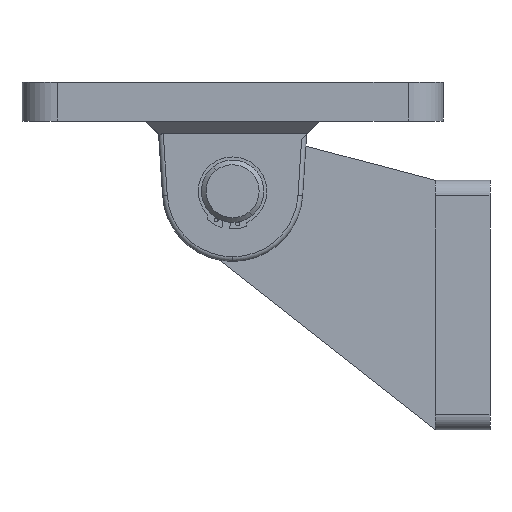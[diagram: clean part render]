
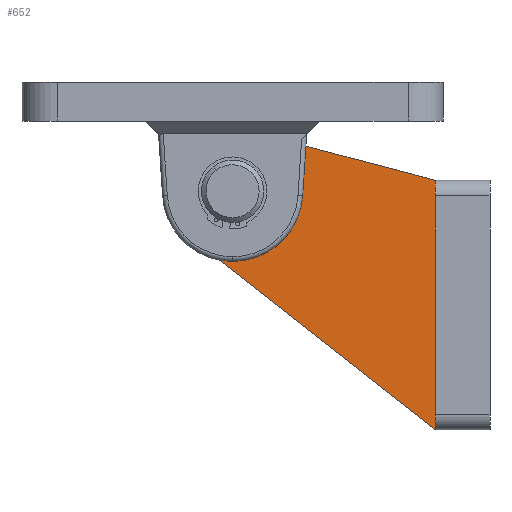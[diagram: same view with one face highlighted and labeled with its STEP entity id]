
A CAD part, front view. The second image highlights one B-rep face of the part: STEP entity #652.
In plain terms, the highlighted face is planar.
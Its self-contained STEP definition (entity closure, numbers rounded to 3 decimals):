
#125 = EDGE_LOOP ( 'NONE', ( #926, #855, #747, #829, #873 ) ) ;
#199 = EDGE_CURVE ( 'NONE', #2748, #2724, #1108, .T. ) ;
#219 = EDGE_CURVE ( 'NONE', #2726, #2740, #1134, .T. ) ;
#220 = EDGE_CURVE ( 'NONE', #3336, #2748, #1139, .T. ) ;
#221 = EDGE_CURVE ( 'NONE', #2740, #3336, #1133, .T. ) ;
#222 = EDGE_CURVE ( 'NONE', #2726, #2724, #1140, .T. ) ;
#652 = ADVANCED_FACE ( 'NONE', ( #1404 ), #1741, .T. ) ;
#747 = ORIENTED_EDGE ( 'NONE', *, *, #199, .T. ) ;
#829 = ORIENTED_EDGE ( 'NONE', *, *, #222, .F. ) ;
#855 = ORIENTED_EDGE ( 'NONE', *, *, #220, .T. ) ;
#873 = ORIENTED_EDGE ( 'NONE', *, *, #219, .T. ) ;
#926 = ORIENTED_EDGE ( 'NONE', *, *, #221, .T. ) ;
#1108 = CIRCLE ( 'NONE', #3473, 40. ) ;
#1126 = VECTOR ( 'NONE', #3139, 1000. ) ;
#1133 = LINE ( 'NONE', #3268, #1126 ) ;
#1134 = LINE ( 'NONE', #2942, #1136 ) ;
#1136 = VECTOR ( 'NONE', #3282, 1000. ) ;
#1139 = CIRCLE ( 'NONE', #3903, 40. ) ;
#1140 = LINE ( 'NONE', #2947, #1141 ) ;
#1141 = VECTOR ( 'NONE', #2949, 1000. ) ;
#1404 = FACE_OUTER_BOUND ( 'NONE', #125, .T. ) ;
#1561 = DIRECTION ( 'NONE',  ( 0., 1., 0. ) ) ;
#1591 = CARTESIAN_POINT ( 'NONE',  ( -140.309, 119., 116.123 ) ) ;
#1741 = PLANE ( 'NONE',  #3683 ) ;
#1747 = CARTESIAN_POINT ( 'NONE',  ( 0., 119., 35. ) ) ;
#2143 = CARTESIAN_POINT ( 'NONE',  ( 160., 119., 35. ) ) ;
#2207 = DIRECTION ( 'NONE',  ( 0., 0., 1. ) ) ;
#2254 = CARTESIAN_POINT ( 'NONE',  ( 7., 119., 125. ) ) ;
#2263 = CARTESIAN_POINT ( 'NONE',  ( -31.671, 119., 154.775 ) ) ;
#2377 = CARTESIAN_POINT ( 'NONE',  ( 38.454, 119., 189.711 ) ) ;
#2724 = VERTEX_POINT ( 'NONE', #2377 ) ;
#2726 = VERTEX_POINT ( 'NONE', #2143 ) ;
#2740 = VERTEX_POINT ( 'NONE', #1747 ) ;
#2748 = VERTEX_POINT ( 'NONE', #2254 ) ;
#2942 = CARTESIAN_POINT ( 'NONE',  ( -140.309, 119., 35. ) ) ;
#2947 = CARTESIAN_POINT ( 'NONE',  ( 5.977, 119., 231.05 ) ) ;
#2949 = DIRECTION ( 'NONE',  ( -0.618, 0., 0.786 ) ) ;
#3024 = CARTESIAN_POINT ( 'NONE',  ( 7., 119., 165. ) ) ;
#3025 = DIRECTION ( 'NONE',  ( 0., 0., 1. ) ) ;
#3026 = DIRECTION ( 'NONE',  ( 0., -1., 0. ) ) ;
#3139 = DIRECTION ( 'NONE',  ( -0.256, 0., 0.967 ) ) ;
#3268 = CARTESIAN_POINT ( 'NONE',  ( -29.218, 119., 145.497 ) ) ;
#3270 = CARTESIAN_POINT ( 'NONE',  ( 7., 119., 165. ) ) ;
#3282 = DIRECTION ( 'NONE',  ( -1., 0., 0. ) ) ;
#3314 = DIRECTION ( 'NONE',  ( 0., -1., 0. ) ) ;
#3318 = DIRECTION ( 'NONE',  ( 0., 0., 1. ) ) ;
#3336 = VERTEX_POINT ( 'NONE', #2263 ) ;
#3473 = AXIS2_PLACEMENT_3D ( 'NONE', #3024, #3026, #3025 ) ;
#3683 = AXIS2_PLACEMENT_3D ( 'NONE', #1591, #1561, #2207 ) ;
#3903 = AXIS2_PLACEMENT_3D ( 'NONE', #3270, #3314, #3318 ) ;
